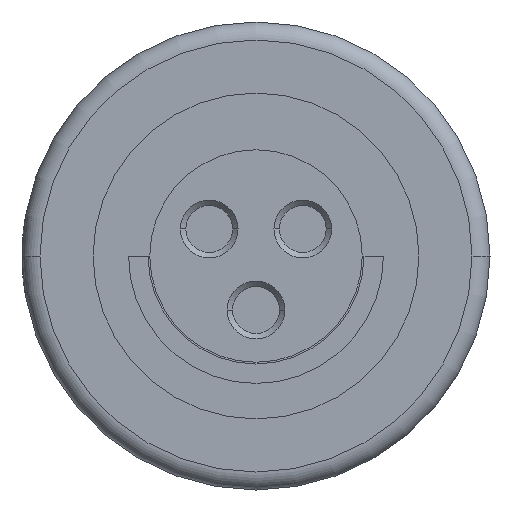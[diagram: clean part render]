
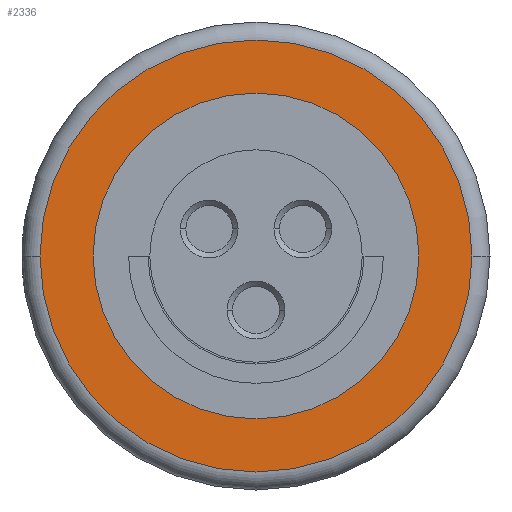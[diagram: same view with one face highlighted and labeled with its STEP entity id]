
A CAD part, left-side view. The second image highlights one B-rep face of the part: STEP entity #2336.
In plain terms, the highlighted planar face has unit normal (-1, 0, 0).
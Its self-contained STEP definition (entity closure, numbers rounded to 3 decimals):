
#127=CARTESIAN_POINT('',(-11.,0.,0.));
#128=DIRECTION('',(-1.,0.,0.));
#129=DIRECTION('',(0.,1.,0.));
#130=AXIS2_PLACEMENT_3D('',#127,#128,#129);
#135=CARTESIAN_POINT('',(-11.,0.,0.));
#136=DIRECTION('',(1.,0.,0.));
#137=DIRECTION('',(0.,1.,0.));
#138=AXIS2_PLACEMENT_3D('',#135,#136,#137);
#143=CARTESIAN_POINT('',(-11.,0.,0.));
#144=DIRECTION('',(-1.,0.,0.));
#145=DIRECTION('',(0.,-1.,0.));
#146=AXIS2_PLACEMENT_3D('',#143,#144,#145);
#151=CARTESIAN_POINT('',(-11.,0.,0.));
#152=DIRECTION('',(-1.,0.,0.));
#153=DIRECTION('',(0.,1.,0.));
#154=AXIS2_PLACEMENT_3D('',#151,#152,#153);
#2125=CARTESIAN_POINT('',(-11.,4.525,0.));
#2127=VERTEX_POINT('',#2125);
#2129=CARTESIAN_POINT('',(-11.,-4.525,0.));
#2131=VERTEX_POINT('',#2129);
#2233=CARTESIAN_POINT('',(-11.,-6.,0.));
#2234=CARTESIAN_POINT('',(-11.,6.,0.));
#2235=VERTEX_POINT('',#2233);
#2236=VERTEX_POINT('',#2234);
#2321=CARTESIAN_POINT('',(-11.,0.,0.));
#2322=DIRECTION('',(1.,0.,0.));
#2323=DIRECTION('',(0.,-1.,0.));
#2324=AXIS2_PLACEMENT_3D('',#2321,#2322,#2323);
#2325=PLANE('',#2324);
#2327=ORIENTED_EDGE('',*,*,#2326,.F.);
#2329=ORIENTED_EDGE('',*,*,#2328,.F.);
#2330=EDGE_LOOP('',(#2327,#2329));
#2331=FACE_OUTER_BOUND('',#2330,.F.);
#2332=ORIENTED_EDGE('',*,*,#2314,.F.);
#2333=ORIENTED_EDGE('',*,*,#2303,.T.);
#2334=EDGE_LOOP('',(#2332,#2333));
#2335=FACE_BOUND('',#2334,.F.);
#131=CIRCLE('',#130,4.525);
#139=CIRCLE('',#138,4.525);
#147=CIRCLE('',#146,6.);
#155=CIRCLE('',#154,6.);
#2303=EDGE_CURVE('',#2127,#2131,#131,.T.);
#2314=EDGE_CURVE('',#2127,#2131,#139,.T.);
#2326=EDGE_CURVE('',#2235,#2236,#147,.T.);
#2328=EDGE_CURVE('',#2236,#2235,#155,.T.);
#2336=ADVANCED_FACE('',(#2331,#2335),#2325,.F.);
